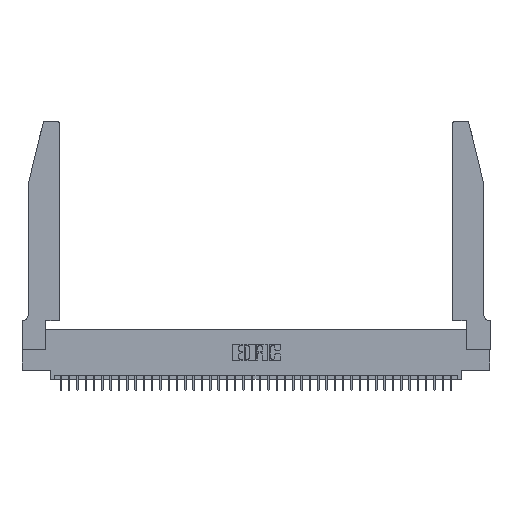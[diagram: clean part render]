
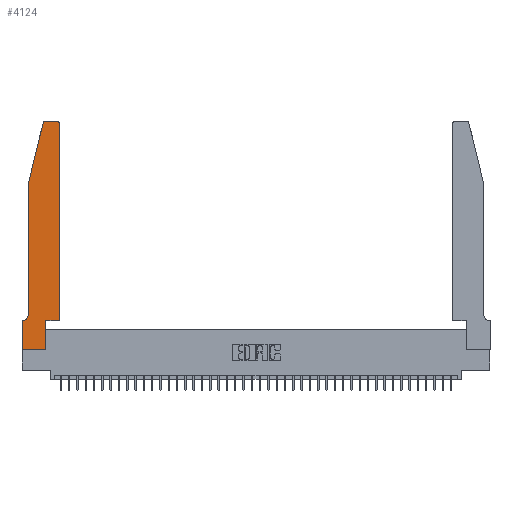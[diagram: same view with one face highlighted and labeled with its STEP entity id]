
A CAD part, top view. The second image highlights one B-rep face of the part: STEP entity #4124.
In plain terms, the highlighted planar face has unit normal (0, 0, 1).
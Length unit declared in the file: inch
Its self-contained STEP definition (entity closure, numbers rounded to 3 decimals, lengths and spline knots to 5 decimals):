
#59 = ORIENTED_EDGE ( 'NONE', *, *, #9736, .T. ) ;
#391 = DIRECTION ( 'NONE',  ( 1., 0., 0. ) ) ;
#1410 = ORIENTED_EDGE ( 'NONE', *, *, #6304, .T. ) ;
#1545 = AXIS2_PLACEMENT_3D ( 'NONE', #28832, #2557, #7193 ) ;
#1890 = VECTOR ( 'NONE', #24121, 39.37008 ) ;
#2006 = CARTESIAN_POINT ( 'NONE',  ( 0.0755, 2., 0.37 ) ) ;
#2557 = DIRECTION ( 'NONE',  ( 0., 0., 1. ) ) ;
#2589 = AXIS2_PLACEMENT_3D ( 'NONE', #24773, #11397, #34490 ) ;
#2678 = LINE ( 'NONE', #9646, #26629 ) ;
#3310 = CARTESIAN_POINT ( 'NONE',  ( 0.4505, 2.72, 0.37 ) ) ;
#4124 = ADVANCED_FACE ( 'NONE', ( #31571 ), #15878, .T. ) ;
#4588 = DIRECTION ( 'NONE',  ( 1., 0., 0. ) ) ;
#6057 = CARTESIAN_POINT ( 'NONE',  ( 0.0755, 2., 0.37 ) ) ;
#6304 = EDGE_CURVE ( 'NONE', #24223, #32948, #32302, .T. ) ;
#6346 = CARTESIAN_POINT ( 'NONE',  ( 0.2865, 0.35, 0.37 ) ) ;
#6646 = VERTEX_POINT ( 'NONE', #21669 ) ;
#7193 = DIRECTION ( 'NONE',  ( 1., 0., 0. ) ) ;
#7206 = VERTEX_POINT ( 'NONE', #32137 ) ;
#7977 = CARTESIAN_POINT ( 'NONE',  ( 0.4505, 0.35, 0.37 ) ) ;
#8222 = ORIENTED_EDGE ( 'NONE', *, *, #17169, .T. ) ;
#8471 = ORIENTED_EDGE ( 'NONE', *, *, #19571, .T. ) ;
#8784 = CARTESIAN_POINT ( 'NONE',  ( 0.284, 2.75, 0.37 ) ) ;
#9131 = VECTOR ( 'NONE', #34146, 39.37008 ) ;
#9369 = CARTESIAN_POINT ( 'NONE',  ( 0., 0.35, 0.37 ) ) ;
#9646 = CARTESIAN_POINT ( 'NONE',  ( 0.4505, 0.35, 0.37 ) ) ;
#9736 = EDGE_CURVE ( 'NONE', #7206, #19100, #21187, .T. ) ;
#9789 = EDGE_LOOP ( 'NONE', ( #1410, #8471, #23168, #8222, #32071, #35783, #38662, #59, #18634, #11352, #32457, #14728 ) ) ;
#9868 = CARTESIAN_POINT ( 'NONE',  ( 0.0055, 0.35, 0.37 ) ) ;
#10066 = EDGE_CURVE ( 'NONE', #28956, #40597, #24940, .T. ) ;
#10663 = VECTOR ( 'NONE', #391, 39.37008 ) ;
#10705 = DIRECTION ( 'NONE',  ( 0., 1., 0. ) ) ;
#10725 = EDGE_CURVE ( 'NONE', #6646, #18425, #2678, .T. ) ;
#10730 = CARTESIAN_POINT ( 'NONE',  ( 0., 0., 0.37 ) ) ;
#10910 = LINE ( 'NONE', #17067, #37265 ) ;
#11352 = ORIENTED_EDGE ( 'NONE', *, *, #10725, .T. ) ;
#11397 = DIRECTION ( 'NONE',  ( 0., 0., -1. ) ) ;
#11992 = VERTEX_POINT ( 'NONE', #31439 ) ;
#12262 = VECTOR ( 'NONE', #23660, 39.37008 ) ;
#12411 = EDGE_CURVE ( 'NONE', #40597, #34828, #30531, .T. ) ;
#12898 = CARTESIAN_POINT ( 'NONE',  ( 0., 0., 0.37 ) ) ;
#13009 = DIRECTION ( 'NONE',  ( -1., 0., 0. ) ) ;
#13091 = EDGE_CURVE ( 'NONE', #19100, #6646, #31961, .T. ) ;
#14531 = LINE ( 'NONE', #10730, #12262 ) ;
#14728 = ORIENTED_EDGE ( 'NONE', *, *, #36415, .T. ) ;
#15054 = VERTEX_POINT ( 'NONE', #3310 ) ;
#15165 = VERTEX_POINT ( 'NONE', #2006 ) ;
#15362 = DIRECTION ( 'NONE',  ( 0., 0., 1. ) ) ;
#15878 = PLANE ( 'NONE',  #1545 ) ;
#15930 = EDGE_CURVE ( 'NONE', #18425, #15054, #32541, .T. ) ;
#16600 = CARTESIAN_POINT ( 'NONE',  ( 0.2605, 2.75, 0.37 ) ) ;
#17067 = CARTESIAN_POINT ( 'NONE',  ( 0.0755, 2., 0.37 ) ) ;
#17169 = EDGE_CURVE ( 'NONE', #15165, #28956, #10910, .T. ) ;
#17602 = CARTESIAN_POINT ( 'NONE',  ( 0.0755, 0.35, 0.37 ) ) ;
#18327 = DIRECTION ( 'NONE',  ( 1., 0., 0. ) ) ;
#18425 = VERTEX_POINT ( 'NONE', #7977 ) ;
#18594 = VECTOR ( 'NONE', #13009, 39.37008 ) ;
#18634 = ORIENTED_EDGE ( 'NONE', *, *, #13091, .T. ) ;
#19100 = VERTEX_POINT ( 'NONE', #30113 ) ;
#19157 = AXIS2_PLACEMENT_3D ( 'NONE', #20674, #40371, #4588 ) ;
#19571 = EDGE_CURVE ( 'NONE', #32948, #11992, #31336, .T. ) ;
#20674 = CARTESIAN_POINT ( 'NONE',  ( 0.4205, 2.72, 0.37 ) ) ;
#20806 = VECTOR ( 'NONE', #22219, 39.37008 ) ;
#21163 = AXIS2_PLACEMENT_3D ( 'NONE', #40794, #15362, #18327 ) ;
#21187 = LINE ( 'NONE', #12898, #10663 ) ;
#21669 = CARTESIAN_POINT ( 'NONE',  ( 0.2865, 0.35, 0.37 ) ) ;
#22219 = DIRECTION ( 'NONE',  ( 0., 1., 0. ) ) ;
#23168 = ORIENTED_EDGE ( 'NONE', *, *, #28568, .T. ) ;
#23232 = DIRECTION ( 'NONE',  ( 0., -1., 0. ) ) ;
#23660 = DIRECTION ( 'NONE',  ( 0., -1., 0. ) ) ;
#24121 = DIRECTION ( 'NONE',  ( -0.239, -0.971, 0. ) ) ;
#24223 = VERTEX_POINT ( 'NONE', #29089 ) ;
#24773 = CARTESIAN_POINT ( 'NONE',  ( 0.0055, 0.42, 0.37 ) ) ;
#24940 = CIRCLE ( 'NONE', #2589, 0.07 ) ;
#25296 = CARTESIAN_POINT ( 'NONE',  ( 0.0755, 0.42, 0.37 ) ) ;
#26397 = VECTOR ( 'NONE', #10705, 39.37008 ) ;
#26629 = VECTOR ( 'NONE', #29342, 39.37008 ) ;
#28568 = EDGE_CURVE ( 'NONE', #11992, #15165, #38255, .T. ) ;
#28832 = CARTESIAN_POINT ( 'NONE',  ( 0., 0.35, 0.37 ) ) ;
#28956 = VERTEX_POINT ( 'NONE', #25296 ) ;
#29089 = CARTESIAN_POINT ( 'NONE',  ( 0.4205, 2.75, 0.37 ) ) ;
#29342 = DIRECTION ( 'NONE',  ( 1., 0., 0. ) ) ;
#30113 = CARTESIAN_POINT ( 'NONE',  ( 0.2865, 0., 0.37 ) ) ;
#30531 = LINE ( 'NONE', #17602, #9131 ) ;
#31336 = CIRCLE ( 'NONE', #21163, 0.03 ) ;
#31439 = CARTESIAN_POINT ( 'NONE',  ( 0.25487, 2.72718, 0.37 ) ) ;
#31571 = FACE_OUTER_BOUND ( 'NONE', #9789, .T. ) ;
#31961 = LINE ( 'NONE', #6346, #20806 ) ;
#32071 = ORIENTED_EDGE ( 'NONE', *, *, #10066, .T. ) ;
#32137 = CARTESIAN_POINT ( 'NONE',  ( 0., 0., 0.37 ) ) ;
#32302 = LINE ( 'NONE', #16600, #18594 ) ;
#32435 = EDGE_CURVE ( 'NONE', #34828, #7206, #14531, .T. ) ;
#32457 = ORIENTED_EDGE ( 'NONE', *, *, #15930, .T. ) ;
#32541 = LINE ( 'NONE', #35930, #26397 ) ;
#32948 = VERTEX_POINT ( 'NONE', #8784 ) ;
#34146 = DIRECTION ( 'NONE',  ( -1., 0., 0. ) ) ;
#34490 = DIRECTION ( 'NONE',  ( -1., 0., 0. ) ) ;
#34828 = VERTEX_POINT ( 'NONE', #9369 ) ;
#35783 = ORIENTED_EDGE ( 'NONE', *, *, #12411, .T. ) ;
#35930 = CARTESIAN_POINT ( 'NONE',  ( 0.4505, 0.35, 0.37 ) ) ;
#36415 = EDGE_CURVE ( 'NONE', #15054, #24223, #37416, .T. ) ;
#37265 = VECTOR ( 'NONE', #23232, 39.37008 ) ;
#37416 = CIRCLE ( 'NONE', #19157, 0.03 ) ;
#38255 = LINE ( 'NONE', #6057, #1890 ) ;
#38662 = ORIENTED_EDGE ( 'NONE', *, *, #32435, .T. ) ;
#40371 = DIRECTION ( 'NONE',  ( 0., 0., 1. ) ) ;
#40597 = VERTEX_POINT ( 'NONE', #9868 ) ;
#40794 = CARTESIAN_POINT ( 'NONE',  ( 0.284, 2.72, 0.37 ) ) ;
